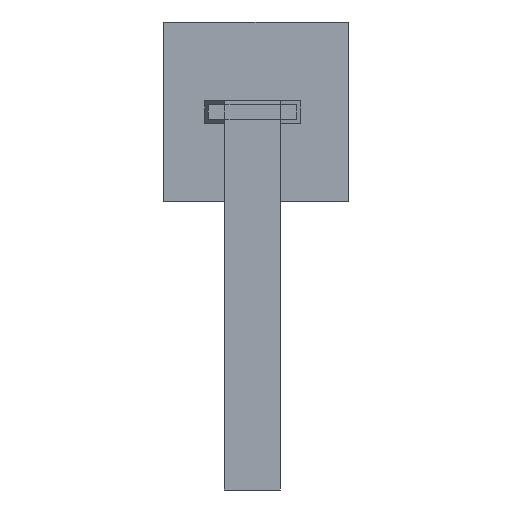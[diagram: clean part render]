
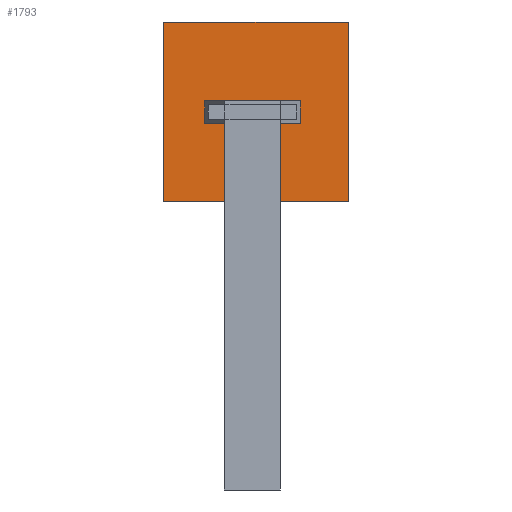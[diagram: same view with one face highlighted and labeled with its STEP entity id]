
A CAD part, left-side view. The second image highlights one B-rep face of the part: STEP entity #1793.
In plain terms, the highlighted planar face has unit normal (-1, 0, 0).
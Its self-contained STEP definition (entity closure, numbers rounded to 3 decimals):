
#1677 = EDGE_CURVE('',#1678,#1680,#1682,.T.);
#1678 = VERTEX_POINT('',#1679);
#1679 = CARTESIAN_POINT('',(-9.996,0.,-0.043));
#1680 = VERTEX_POINT('',#1681);
#1681 = CARTESIAN_POINT('',(-9.996,-2.5,-0.043));
#1682 = SURFACE_CURVE('',#1683,(#1687,#1699),.PCURVE_S1.);
#1683 = LINE('',#1684,#1685);
#1684 = CARTESIAN_POINT('',(-9.996,0.,-0.043));
#1685 = VECTOR('',#1686,1.);
#1686 = DIRECTION('',(0.,-1.,0.));
#1687 = PCURVE('',#1688,#1693);
#1688 = PLANE('',#1689);
#1689 = AXIS2_PLACEMENT_3D('',#1690,#1691,#1692);
#1690 = CARTESIAN_POINT('',(-9.996,0.,-0.043));
#1691 = DIRECTION('',(0.,0.,1.));
#1692 = DIRECTION('',(1.,0.,0.));
#1693 = DEFINITIONAL_REPRESENTATION('',(#1694),#1698);
#1694 = LINE('',#1695,#1696);
#1695 = CARTESIAN_POINT('',(0.,0.));
#1696 = VECTOR('',#1697,1.);
#1697 = DIRECTION('',(0.,-1.));
#1698 = ( GEOMETRIC_REPRESENTATION_CONTEXT(2) 
PARAMETRIC_REPRESENTATION_CONTEXT() REPRESENTATION_CONTEXT('2D SPACE',''
  ) );
#1699 = PCURVE('',#1700,#1705);
#1700 = PLANE('',#1701);
#1701 = AXIS2_PLACEMENT_3D('',#1702,#1703,#1704);
#1702 = CARTESIAN_POINT('',(-9.996,0.,2.39));
#1703 = DIRECTION('',(1.,0.,0.));
#1704 = DIRECTION('',(0.,0.,-1.));
#1705 = DEFINITIONAL_REPRESENTATION('',(#1706),#1710);
#1706 = LINE('',#1707,#1708);
#1707 = CARTESIAN_POINT('',(2.433,0.));
#1708 = VECTOR('',#1709,1.);
#1709 = DIRECTION('',(0.,-1.));
#1710 = ( GEOMETRIC_REPRESENTATION_CONTEXT(2) 
PARAMETRIC_REPRESENTATION_CONTEXT() REPRESENTATION_CONTEXT('2D SPACE',''
  ) );
#1728 = PLANE('',#1729);
#1729 = AXIS2_PLACEMENT_3D('',#1730,#1731,#1732);
#1730 = CARTESIAN_POINT('',(-7.987,-2.5,1.173));
#1731 = DIRECTION('',(0.,-1.,0.));
#1732 = DIRECTION('',(0.,0.,-1.));
#1782 = PLANE('',#1783);
#1783 = AXIS2_PLACEMENT_3D('',#1784,#1785,#1786);
#1784 = CARTESIAN_POINT('',(-7.987,0.,1.173));
#1785 = DIRECTION('',(0.,-1.,0.));
#1786 = DIRECTION('',(0.,0.,-1.));
#1793 = ADVANCED_FACE('',(#1794,#1869),#1700,.F.);
#1794 = FACE_BOUND('',#1795,.F.);
#1795 = EDGE_LOOP('',(#1796,#1826,#1847,#1848));
#1796 = ORIENTED_EDGE('',*,*,#1797,.T.);
#1797 = EDGE_CURVE('',#1798,#1800,#1802,.T.);
#1798 = VERTEX_POINT('',#1799);
#1799 = CARTESIAN_POINT('',(-9.996,0.,2.39));
#1800 = VERTEX_POINT('',#1801);
#1801 = CARTESIAN_POINT('',(-9.996,-2.5,2.39));
#1802 = SURFACE_CURVE('',#1803,(#1807,#1814),.PCURVE_S1.);
#1803 = LINE('',#1804,#1805);
#1804 = CARTESIAN_POINT('',(-9.996,0.,2.39));
#1805 = VECTOR('',#1806,1.);
#1806 = DIRECTION('',(0.,-1.,0.));
#1807 = PCURVE('',#1700,#1808);
#1808 = DEFINITIONAL_REPRESENTATION('',(#1809),#1813);
#1809 = LINE('',#1810,#1811);
#1810 = CARTESIAN_POINT('',(0.,0.));
#1811 = VECTOR('',#1812,1.);
#1812 = DIRECTION('',(0.,-1.));
#1813 = ( GEOMETRIC_REPRESENTATION_CONTEXT(2) 
PARAMETRIC_REPRESENTATION_CONTEXT() REPRESENTATION_CONTEXT('2D SPACE',''
  ) );
#1814 = PCURVE('',#1815,#1820);
#1815 = PLANE('',#1816);
#1816 = AXIS2_PLACEMENT_3D('',#1817,#1818,#1819);
#1817 = CARTESIAN_POINT('',(-5.977,0.,2.39));
#1818 = DIRECTION('',(0.,0.,-1.));
#1819 = DIRECTION('',(-1.,0.,0.));
#1820 = DEFINITIONAL_REPRESENTATION('',(#1821),#1825);
#1821 = LINE('',#1822,#1823);
#1822 = CARTESIAN_POINT('',(4.019,0.));
#1823 = VECTOR('',#1824,1.);
#1824 = DIRECTION('',(0.,-1.));
#1825 = ( GEOMETRIC_REPRESENTATION_CONTEXT(2) 
PARAMETRIC_REPRESENTATION_CONTEXT() REPRESENTATION_CONTEXT('2D SPACE',''
  ) );
#1826 = ORIENTED_EDGE('',*,*,#1827,.T.);
#1827 = EDGE_CURVE('',#1800,#1680,#1828,.T.);
#1828 = SURFACE_CURVE('',#1829,(#1833,#1840),.PCURVE_S1.);
#1829 = LINE('',#1830,#1831);
#1830 = CARTESIAN_POINT('',(-9.996,-2.5,2.39));
#1831 = VECTOR('',#1832,1.);
#1832 = DIRECTION('',(0.,0.,-1.));
#1833 = PCURVE('',#1700,#1834);
#1834 = DEFINITIONAL_REPRESENTATION('',(#1835),#1839);
#1835 = LINE('',#1836,#1837);
#1836 = CARTESIAN_POINT('',(0.,-2.5));
#1837 = VECTOR('',#1838,1.);
#1838 = DIRECTION('',(1.,0.));
#1839 = ( GEOMETRIC_REPRESENTATION_CONTEXT(2) 
PARAMETRIC_REPRESENTATION_CONTEXT() REPRESENTATION_CONTEXT('2D SPACE',''
  ) );
#1840 = PCURVE('',#1728,#1841);
#1841 = DEFINITIONAL_REPRESENTATION('',(#1842),#1846);
#1842 = LINE('',#1843,#1844);
#1843 = CARTESIAN_POINT('',(-1.216,-2.01));
#1844 = VECTOR('',#1845,1.);
#1845 = DIRECTION('',(1.,0.));
#1846 = ( GEOMETRIC_REPRESENTATION_CONTEXT(2) 
PARAMETRIC_REPRESENTATION_CONTEXT() REPRESENTATION_CONTEXT('2D SPACE',''
  ) );
#1847 = ORIENTED_EDGE('',*,*,#1677,.F.);
#1848 = ORIENTED_EDGE('',*,*,#1849,.F.);
#1849 = EDGE_CURVE('',#1798,#1678,#1850,.T.);
#1850 = SURFACE_CURVE('',#1851,(#1855,#1862),.PCURVE_S1.);
#1851 = LINE('',#1852,#1853);
#1852 = CARTESIAN_POINT('',(-9.996,0.,2.39));
#1853 = VECTOR('',#1854,1.);
#1854 = DIRECTION('',(0.,0.,-1.));
#1855 = PCURVE('',#1700,#1856);
#1856 = DEFINITIONAL_REPRESENTATION('',(#1857),#1861);
#1857 = LINE('',#1858,#1859);
#1858 = CARTESIAN_POINT('',(0.,0.));
#1859 = VECTOR('',#1860,1.);
#1860 = DIRECTION('',(1.,0.));
#1861 = ( GEOMETRIC_REPRESENTATION_CONTEXT(2) 
PARAMETRIC_REPRESENTATION_CONTEXT() REPRESENTATION_CONTEXT('2D SPACE',''
  ) );
#1862 = PCURVE('',#1782,#1863);
#1863 = DEFINITIONAL_REPRESENTATION('',(#1864),#1868);
#1864 = LINE('',#1865,#1866);
#1865 = CARTESIAN_POINT('',(-1.216,-2.01));
#1866 = VECTOR('',#1867,1.);
#1867 = DIRECTION('',(1.,0.));
#1868 = ( GEOMETRIC_REPRESENTATION_CONTEXT(2) 
PARAMETRIC_REPRESENTATION_CONTEXT() REPRESENTATION_CONTEXT('2D SPACE',''
  ) );
#1869 = FACE_BOUND('',#1870,.F.);
#1870 = EDGE_LOOP('',(#1871,#1899,#1925,#1951));
#1871 = ORIENTED_EDGE('',*,*,#1872,.T.);
#1872 = EDGE_CURVE('',#1873,#1875,#1877,.T.);
#1873 = VERTEX_POINT('',#1874);
#1874 = CARTESIAN_POINT('',(-9.996,-1.851,1.32));
#1875 = VERTEX_POINT('',#1876);
#1876 = CARTESIAN_POINT('',(-9.996,-0.558,1.32));
#1877 = SURFACE_CURVE('',#1878,(#1882,#1888),.PCURVE_S1.);
#1878 = LINE('',#1879,#1880);
#1879 = CARTESIAN_POINT('',(-9.996,-0.602,1.32));
#1880 = VECTOR('',#1881,1.);
#1881 = DIRECTION('',(0.,1.,0.));
#1882 = PCURVE('',#1700,#1883);
#1883 = DEFINITIONAL_REPRESENTATION('',(#1884),#1887);
#1884 = B_SPLINE_CURVE_WITH_KNOTS('',1,(#1885,#1886),.UNSPECIFIED.,.F.,
  .F.,(2,2),(-1.382,0.178),.PIECEWISE_BEZIER_KNOTS.);
#1885 = CARTESIAN_POINT('',(1.07,-1.985));
#1886 = CARTESIAN_POINT('',(1.07,-0.425));
#1887 = ( GEOMETRIC_REPRESENTATION_CONTEXT(2) 
PARAMETRIC_REPRESENTATION_CONTEXT() REPRESENTATION_CONTEXT('2D SPACE',''
  ) );
#1888 = PCURVE('',#1889,#1894);
#1889 = PLANE('',#1890);
#1890 = AXIS2_PLACEMENT_3D('',#1891,#1892,#1893);
#1891 = CARTESIAN_POINT('',(-10.176,-1.205,1.32));
#1892 = DIRECTION('',(0.,0.,-1.));
#1893 = DIRECTION('',(1.,0.,0.));
#1894 = DEFINITIONAL_REPRESENTATION('',(#1895),#1898);
#1895 = B_SPLINE_CURVE_WITH_KNOTS('',1,(#1896,#1897),.UNSPECIFIED.,.F.,
  .F.,(2,2),(-1.382,0.178),.PIECEWISE_BEZIER_KNOTS.);
#1896 = CARTESIAN_POINT('',(0.18,0.78));
#1897 = CARTESIAN_POINT('',(0.18,-0.78));
#1898 = ( GEOMETRIC_REPRESENTATION_CONTEXT(2) 
PARAMETRIC_REPRESENTATION_CONTEXT() REPRESENTATION_CONTEXT('2D SPACE',''
  ) );
#1899 = ORIENTED_EDGE('',*,*,#1900,.T.);
#1900 = EDGE_CURVE('',#1875,#1901,#1903,.T.);
#1901 = VERTEX_POINT('',#1902);
#1902 = CARTESIAN_POINT('',(-9.996,-0.558,1.02));
#1903 = SURFACE_CURVE('',#1904,(#1908,#1914),.PCURVE_S1.);
#1904 = LINE('',#1905,#1906);
#1905 = CARTESIAN_POINT('',(-9.996,-0.558,1.705));
#1906 = VECTOR('',#1907,1.);
#1907 = DIRECTION('',(0.,0.,-1.));
#1908 = PCURVE('',#1700,#1909);
#1909 = DEFINITIONAL_REPRESENTATION('',(#1910),#1913);
#1910 = B_SPLINE_CURVE_WITH_KNOTS('',1,(#1911,#1912),.UNSPECIFIED.,.F.,
  .F.,(2,2),(0.355,0.715),.PIECEWISE_BEZIER_KNOTS.);
#1911 = CARTESIAN_POINT('',(1.04,-0.558));
#1912 = CARTESIAN_POINT('',(1.4,-0.558));
#1913 = ( GEOMETRIC_REPRESENTATION_CONTEXT(2) 
PARAMETRIC_REPRESENTATION_CONTEXT() REPRESENTATION_CONTEXT('2D SPACE',''
  ) );
#1914 = PCURVE('',#1915,#1920);
#1915 = PLANE('',#1916);
#1916 = AXIS2_PLACEMENT_3D('',#1917,#1918,#1919);
#1917 = CARTESIAN_POINT('',(-9.991,-0.555,1.02));
#1918 = DIRECTION('',(0.52,-0.854,0.));
#1919 = DIRECTION('',(-0.854,-0.52,0.));
#1920 = DEFINITIONAL_REPRESENTATION('',(#1921),#1924);
#1921 = B_SPLINE_CURVE_WITH_KNOTS('',1,(#1922,#1923),.UNSPECIFIED.,.F.,
  .F.,(2,2),(0.355,0.715),.PIECEWISE_BEZIER_KNOTS.);
#1922 = CARTESIAN_POINT('',(0.007,-0.33));
#1923 = CARTESIAN_POINT('',(0.007,0.03));
#1924 = ( GEOMETRIC_REPRESENTATION_CONTEXT(2) 
PARAMETRIC_REPRESENTATION_CONTEXT() REPRESENTATION_CONTEXT('2D SPACE',''
  ) );
#1925 = ORIENTED_EDGE('',*,*,#1926,.F.);
#1926 = EDGE_CURVE('',#1927,#1901,#1929,.T.);
#1927 = VERTEX_POINT('',#1928);
#1928 = CARTESIAN_POINT('',(-9.996,-1.851,1.02));
#1929 = SURFACE_CURVE('',#1930,(#1934,#1940),.PCURVE_S1.);
#1930 = LINE('',#1931,#1932);
#1931 = CARTESIAN_POINT('',(-9.996,-0.602,1.02));
#1932 = VECTOR('',#1933,1.);
#1933 = DIRECTION('',(0.,1.,0.));
#1934 = PCURVE('',#1700,#1935);
#1935 = DEFINITIONAL_REPRESENTATION('',(#1936),#1939);
#1936 = B_SPLINE_CURVE_WITH_KNOTS('',1,(#1937,#1938),.UNSPECIFIED.,.F.,
  .F.,(2,2),(-1.382,0.178),.PIECEWISE_BEZIER_KNOTS.);
#1937 = CARTESIAN_POINT('',(1.37,-1.985));
#1938 = CARTESIAN_POINT('',(1.37,-0.425));
#1939 = ( GEOMETRIC_REPRESENTATION_CONTEXT(2) 
PARAMETRIC_REPRESENTATION_CONTEXT() REPRESENTATION_CONTEXT('2D SPACE',''
  ) );
#1940 = PCURVE('',#1941,#1946);
#1941 = PLANE('',#1942);
#1942 = AXIS2_PLACEMENT_3D('',#1943,#1944,#1945);
#1943 = CARTESIAN_POINT('',(-10.176,-1.205,1.02));
#1944 = DIRECTION('',(0.,0.,-1.));
#1945 = DIRECTION('',(1.,0.,0.));
#1946 = DEFINITIONAL_REPRESENTATION('',(#1947),#1950);
#1947 = B_SPLINE_CURVE_WITH_KNOTS('',1,(#1948,#1949),.UNSPECIFIED.,.F.,
  .F.,(2,2),(-1.382,0.178),.PIECEWISE_BEZIER_KNOTS.);
#1948 = CARTESIAN_POINT('',(0.18,0.78));
#1949 = CARTESIAN_POINT('',(0.18,-0.78));
#1950 = ( GEOMETRIC_REPRESENTATION_CONTEXT(2) 
PARAMETRIC_REPRESENTATION_CONTEXT() REPRESENTATION_CONTEXT('2D SPACE',''
  ) );
#1951 = ORIENTED_EDGE('',*,*,#1952,.T.);
#1952 = EDGE_CURVE('',#1927,#1873,#1953,.T.);
#1953 = SURFACE_CURVE('',#1954,(#1958,#1964),.PCURVE_S1.);
#1954 = LINE('',#1955,#1956);
#1955 = CARTESIAN_POINT('',(-9.996,-1.851,1.705));
#1956 = VECTOR('',#1957,1.);
#1957 = DIRECTION('',(0.,0.,1.));
#1958 = PCURVE('',#1700,#1959);
#1959 = DEFINITIONAL_REPRESENTATION('',(#1960),#1963);
#1960 = B_SPLINE_CURVE_WITH_KNOTS('',1,(#1961,#1962),.UNSPECIFIED.,.F.,
  .F.,(2,2),(-0.715,-0.355),.PIECEWISE_BEZIER_KNOTS.);
#1961 = CARTESIAN_POINT('',(1.4,-1.851));
#1962 = CARTESIAN_POINT('',(1.04,-1.851));
#1963 = ( GEOMETRIC_REPRESENTATION_CONTEXT(2) 
PARAMETRIC_REPRESENTATION_CONTEXT() REPRESENTATION_CONTEXT('2D SPACE',''
  ) );
#1964 = PCURVE('',#1965,#1970);
#1965 = PLANE('',#1966);
#1966 = AXIS2_PLACEMENT_3D('',#1967,#1968,#1969);
#1967 = CARTESIAN_POINT('',(-10.442,-1.58,1.02));
#1968 = DIRECTION('',(0.52,0.854,0.));
#1969 = DIRECTION('',(0.854,-0.52,0.));
#1970 = DEFINITIONAL_REPRESENTATION('',(#1971),#1974);
#1971 = B_SPLINE_CURVE_WITH_KNOTS('',1,(#1972,#1973),.UNSPECIFIED.,.F.,
  .F.,(2,2),(-0.715,-0.355),.PIECEWISE_BEZIER_KNOTS.);
#1972 = CARTESIAN_POINT('',(0.522,0.03));
#1973 = CARTESIAN_POINT('',(0.522,-0.33));
#1974 = ( GEOMETRIC_REPRESENTATION_CONTEXT(2) 
PARAMETRIC_REPRESENTATION_CONTEXT() REPRESENTATION_CONTEXT('2D SPACE',''
  ) );
